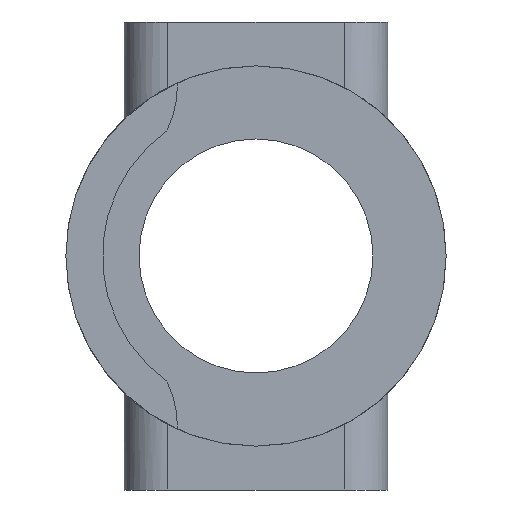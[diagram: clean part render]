
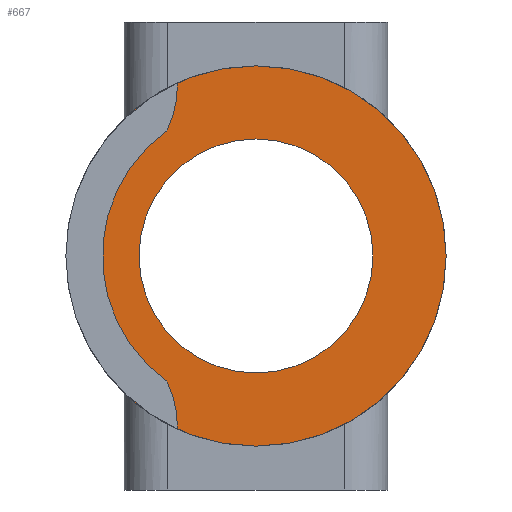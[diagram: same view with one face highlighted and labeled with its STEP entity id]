
A CAD part, left-side view. The second image highlights one B-rep face of the part: STEP entity #667.
In plain terms, the highlighted planar face has unit normal (-1, 0, 0).
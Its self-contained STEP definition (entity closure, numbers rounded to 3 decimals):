
#33=FACE_BOUND('',#127,.T.);
#48=PLANE('',#749);
#80=FACE_OUTER_BOUND('',#126,.T.);
#126=EDGE_LOOP('',(#593));
#127=EDGE_LOOP('',(#594));
#263=CIRCLE('',#738,4.);
#266=CIRCLE('',#744,6.5);
#327=VERTEX_POINT('',#1161);
#330=VERTEX_POINT('',#1172);
#412=EDGE_CURVE('',#327,#327,#263,.T.);
#416=EDGE_CURVE('',#330,#330,#266,.T.);
#593=ORIENTED_EDGE('',*,*,#416,.T.);
#594=ORIENTED_EDGE('',*,*,#412,.T.);
#667=ADVANCED_FACE('',(#80,#33),#48,.F.);
#738=AXIS2_PLACEMENT_3D('',#1163,#910,#911);
#744=AXIS2_PLACEMENT_3D('',#1173,#923,#924);
#749=AXIS2_PLACEMENT_3D('',#1180,#934,#935);
#910=DIRECTION('center_axis',(1.,0.,0.));
#911=DIRECTION('ref_axis',(0.,1.,0.));
#923=DIRECTION('center_axis',(-1.,0.,0.));
#924=DIRECTION('ref_axis',(0.,1.,0.));
#934=DIRECTION('center_axis',(1.,0.,0.));
#935=DIRECTION('ref_axis',(0.,1.,0.));
#1161=CARTESIAN_POINT('',(-7.5,-35.,0.));
#1163=CARTESIAN_POINT('Origin',(-7.5,-31.,0.));
#1172=CARTESIAN_POINT('',(-7.5,-37.5,0.));
#1173=CARTESIAN_POINT('Origin',(-7.5,-31.,0.));
#1180=CARTESIAN_POINT('Origin',(-7.5,-31.,0.));
